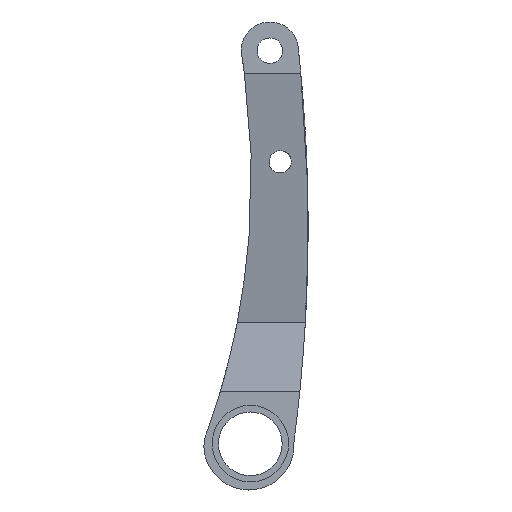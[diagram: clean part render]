
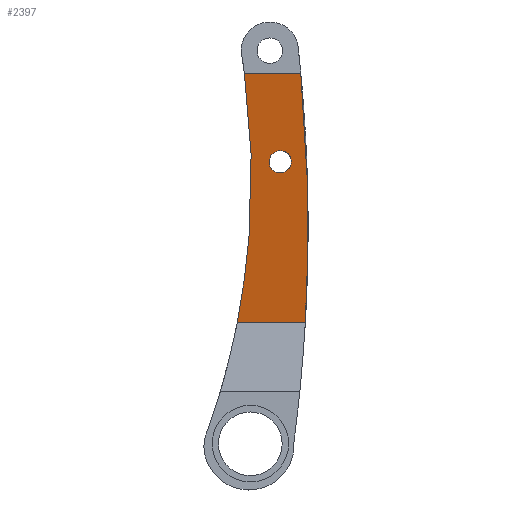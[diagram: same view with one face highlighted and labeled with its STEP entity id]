
A CAD part, front view. The second image highlights one B-rep face of the part: STEP entity #2397.
In plain terms, the highlighted planar face has unit normal (0, -0.983, -0.183).
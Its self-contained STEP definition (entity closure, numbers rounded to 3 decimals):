
#33 = CYLINDRICAL_SURFACE('',#34,238.163);
#34 = AXIS2_PLACEMENT_3D('',#35,#36,#37);
#35 = CARTESIAN_POINT('',(-144.933,117.,96.895));
#36 = DIRECTION('',(0.,1.,0.));
#37 = DIRECTION('',(1.,0.,0.));
#147 = VERTEX_POINT('',#148);
#148 = CARTESIAN_POINT('',(88.795,40.242,
    51.146));
#169 = PLANE('',#170);
#170 = AXIS2_PLACEMENT_3D('',#171,#172,#173);
#171 = CARTESIAN_POINT('',(68.,37.229,29.426));
#172 = DIRECTION('',(0.,-0.991,0.137
    ));
#173 = DIRECTION('',(0.,0.137,0.991)
  );
#181 = EDGE_CURVE('',#182,#147,#184,.T.);
#182 = VERTEX_POINT('',#183);
#183 = CARTESIAN_POINT('',(91.022,25.729,129.247));
#184 = SURFACE_CURVE('',#185,(#190,#203),.PCURVE_S1.);
#185 = ELLIPSE('',#186,242.24,238.163);
#186 = AXIS2_PLACEMENT_3D('',#187,#188,#189);
#187 = CARTESIAN_POINT('',(-144.933,31.741,
    96.895));
#188 = DIRECTION('',(0.,0.983,0.183)
  );
#189 = DIRECTION('',(0.,0.183,-0.983)
  );
#190 = PCURVE('',#33,#191);
#191 = DEFINITIONAL_REPRESENTATION('',(#192),#202);
#192 = B_SPLINE_CURVE_WITH_KNOTS('',8,(#193,#194,#195,#196,#197,#198,
    #199,#200,#201),.UNSPECIFIED.,.F.,.F.,(9,9),(4.548,
    4.939),.PIECEWISE_BEZIER_KNOTS.);
#193 = CARTESIAN_POINT('',(-6.448,-92.523));
#194 = CARTESIAN_POINT('',(-6.399,-90.386));
#195 = CARTESIAN_POINT('',(-6.35,-88.228));
#196 = CARTESIAN_POINT('',(-6.301,-86.059));
#197 = CARTESIAN_POINT('',(-6.252,-83.885));
#198 = CARTESIAN_POINT('',(-6.203,-81.715));
#199 = CARTESIAN_POINT('',(-6.154,-79.557));
#200 = CARTESIAN_POINT('',(-6.105,-77.418));
#201 = CARTESIAN_POINT('',(-6.056,-75.307));
#202 = ( GEOMETRIC_REPRESENTATION_CONTEXT(2) 
PARAMETRIC_REPRESENTATION_CONTEXT() REPRESENTATION_CONTEXT('2D SPACE',''
  ) );
#203 = PCURVE('',#204,#209);
#204 = PLANE('',#205);
#205 = AXIS2_PLACEMENT_3D('',#206,#207,#208);
#206 = CARTESIAN_POINT('',(68.,25.729,129.247));
#207 = DIRECTION('',(0.,0.983,0.183)
  );
#208 = DIRECTION('',(0.,0.183,-0.983)
  );
#209 = DEFINITIONAL_REPRESENTATION('',(#210),#214);
#210 = ELLIPSE('',#211,242.24,238.163);
#211 = AXIS2_PLACEMENT_2D('',#212,#213);
#212 = CARTESIAN_POINT('',(32.906,212.933));
#213 = DIRECTION('',(1.,0.));
#214 = ( GEOMETRIC_REPRESENTATION_CONTEXT(2) 
PARAMETRIC_REPRESENTATION_CONTEXT() REPRESENTATION_CONTEXT('2D SPACE',''
  ) );
#233 = PLANE('',#234);
#234 = AXIS2_PLACEMENT_3D('',#235,#236,#237);
#235 = CARTESIAN_POINT('',(68.,25.729,129.247));
#236 = DIRECTION('',(0.,-1.,0.));
#237 = DIRECTION('',(0.,0.,1.));
#1894 = CYLINDRICAL_SURFACE('',#1895,513.009);
#1895 = AXIS2_PLACEMENT_3D('',#1896,#1897,#1898);
#1896 = CARTESIAN_POINT('',(-402.005,117.,80.896));
#1897 = DIRECTION('',(0.,1.,0.));
#1898 = DIRECTION('',(1.,0.,0.));
#2298 = VERTEX_POINT('',#2299);
#2299 = CARTESIAN_POINT('',(110.141,40.242,
    51.146));
#2327 = EDGE_CURVE('',#147,#2298,#2328,.T.);
#2328 = SURFACE_CURVE('',#2329,(#2333,#2340),.PCURVE_S1.);
#2329 = LINE('',#2330,#2331);
#2330 = CARTESIAN_POINT('',(68.,40.242,51.146));
#2331 = VECTOR('',#2332,1.);
#2332 = DIRECTION('',(1.,0.,0.));
#2333 = PCURVE('',#169,#2334);
#2334 = DEFINITIONAL_REPRESENTATION('',(#2335),#2339);
#2335 = LINE('',#2336,#2337);
#2336 = CARTESIAN_POINT('',(21.928,0.));
#2337 = VECTOR('',#2338,1.);
#2338 = DIRECTION('',(0.,-1.));
#2339 = ( GEOMETRIC_REPRESENTATION_CONTEXT(2) 
PARAMETRIC_REPRESENTATION_CONTEXT() REPRESENTATION_CONTEXT('2D SPACE',''
  ) );
#2340 = PCURVE('',#204,#2341);
#2341 = DEFINITIONAL_REPRESENTATION('',(#2342),#2346);
#2342 = LINE('',#2343,#2344);
#2343 = CARTESIAN_POINT('',(79.438,0.));
#2344 = VECTOR('',#2345,1.);
#2345 = DIRECTION('',(0.,-1.));
#2346 = ( GEOMETRIC_REPRESENTATION_CONTEXT(2) 
PARAMETRIC_REPRESENTATION_CONTEXT() REPRESENTATION_CONTEXT('2D SPACE',''
  ) );
#2397 = ADVANCED_FACE('',(#2398,#2453),#204,.F.);
#2398 = FACE_BOUND('',#2399,.F.);
#2399 = EDGE_LOOP('',(#2400,#2401,#2424,#2452));
#2400 = ORIENTED_EDGE('',*,*,#181,.F.);
#2401 = ORIENTED_EDGE('',*,*,#2402,.T.);
#2402 = EDGE_CURVE('',#182,#2403,#2405,.T.);
#2403 = VERTEX_POINT('',#2404);
#2404 = CARTESIAN_POINT('',(108.721,25.729,129.247));
#2405 = SURFACE_CURVE('',#2406,(#2410,#2417),.PCURVE_S1.);
#2406 = LINE('',#2407,#2408);
#2407 = CARTESIAN_POINT('',(68.,25.729,129.247));
#2408 = VECTOR('',#2409,1.);
#2409 = DIRECTION('',(1.,0.,0.));
#2410 = PCURVE('',#204,#2411);
#2411 = DEFINITIONAL_REPRESENTATION('',(#2412),#2416);
#2412 = LINE('',#2413,#2414);
#2413 = CARTESIAN_POINT('',(0.,0.));
#2414 = VECTOR('',#2415,1.);
#2415 = DIRECTION('',(0.,-1.));
#2416 = ( GEOMETRIC_REPRESENTATION_CONTEXT(2) 
PARAMETRIC_REPRESENTATION_CONTEXT() REPRESENTATION_CONTEXT('2D SPACE',''
  ) );
#2417 = PCURVE('',#233,#2418);
#2418 = DEFINITIONAL_REPRESENTATION('',(#2419),#2423);
#2419 = LINE('',#2420,#2421);
#2420 = CARTESIAN_POINT('',(0.,0.));
#2421 = VECTOR('',#2422,1.);
#2422 = DIRECTION('',(0.,-1.));
#2423 = ( GEOMETRIC_REPRESENTATION_CONTEXT(2) 
PARAMETRIC_REPRESENTATION_CONTEXT() REPRESENTATION_CONTEXT('2D SPACE',''
  ) );
#2424 = ORIENTED_EDGE('',*,*,#2425,.T.);
#2425 = EDGE_CURVE('',#2403,#2298,#2426,.T.);
#2426 = SURFACE_CURVE('',#2427,(#2432,#2439),.PCURVE_S1.);
#2427 = ELLIPSE('',#2428,521.791,513.009);
#2428 = AXIS2_PLACEMENT_3D('',#2429,#2430,#2431);
#2429 = CARTESIAN_POINT('',(-402.005,34.714,
    80.896));
#2430 = DIRECTION('',(0.,0.983,0.183
    ));
#2431 = DIRECTION('',(0.,0.183,-0.983
    ));
#2432 = PCURVE('',#204,#2433);
#2433 = DEFINITIONAL_REPRESENTATION('',(#2434),#2438);
#2434 = ELLIPSE('',#2435,521.791,513.009);
#2435 = AXIS2_PLACEMENT_2D('',#2436,#2437);
#2436 = CARTESIAN_POINT('',(49.179,470.005));
#2437 = DIRECTION('',(1.,0.));
#2438 = ( GEOMETRIC_REPRESENTATION_CONTEXT(2) 
PARAMETRIC_REPRESENTATION_CONTEXT() REPRESENTATION_CONTEXT('2D SPACE',''
  ) );
#2439 = PCURVE('',#1894,#2440);
#2440 = DEFINITIONAL_REPRESENTATION('',(#2441),#2451);
#2441 = B_SPLINE_CURVE_WITH_KNOTS('',8,(#2442,#2443,#2444,#2445,#2446,
    #2447,#2448,#2449,#2450),.UNSPECIFIED.,.F.,.F.,(9,9),(4.603
    ,4.786),.PIECEWISE_BEZIER_KNOTS.);
#2442 = CARTESIAN_POINT('',(-6.393,-92.722));
#2443 = CARTESIAN_POINT('',(-6.37,-90.555));
#2444 = CARTESIAN_POINT('',(-6.347,-88.382));
#2445 = CARTESIAN_POINT('',(-6.324,-86.204));
#2446 = CARTESIAN_POINT('',(-6.301,-84.023));
#2447 = CARTESIAN_POINT('',(-6.279,-81.841));
#2448 = CARTESIAN_POINT('',(-6.256,-79.66));
#2449 = CARTESIAN_POINT('',(-6.233,-77.482));
#2450 = CARTESIAN_POINT('',(-6.21,-75.307));
#2451 = ( GEOMETRIC_REPRESENTATION_CONTEXT(2) 
PARAMETRIC_REPRESENTATION_CONTEXT() REPRESENTATION_CONTEXT('2D SPACE',''
  ) );
#2452 = ORIENTED_EDGE('',*,*,#2327,.F.);
#2453 = FACE_BOUND('',#2454,.F.);
#2454 = EDGE_LOOP('',(#2455));
#2455 = ORIENTED_EDGE('',*,*,#2456,.F.);
#2456 = EDGE_CURVE('',#2457,#2457,#2459,.T.);
#2457 = VERTEX_POINT('',#2458);
#2458 = CARTESIAN_POINT('',(105.775,30.896,
    101.44));
#2459 = SURFACE_CURVE('',#2460,(#2465,#2472),.PCURVE_S1.);
#2460 = ELLIPSE('',#2461,3.56,3.5);
#2461 = AXIS2_PLACEMENT_3D('',#2462,#2463,#2464);
#2462 = CARTESIAN_POINT('',(102.275,30.896,
    101.44));
#2463 = DIRECTION('',(0.,0.983,0.183
    ));
#2464 = DIRECTION('',(0.,0.183,-0.983
    ));
#2465 = PCURVE('',#204,#2466);
#2466 = DEFINITIONAL_REPRESENTATION('',(#2467),#2471);
#2467 = ELLIPSE('',#2468,3.56,3.5);
#2468 = AXIS2_PLACEMENT_2D('',#2469,#2470);
#2469 = CARTESIAN_POINT('',(28.283,-34.275));
#2470 = DIRECTION('',(1.,0.));
#2471 = ( GEOMETRIC_REPRESENTATION_CONTEXT(2) 
PARAMETRIC_REPRESENTATION_CONTEXT() REPRESENTATION_CONTEXT('2D SPACE',''
  ) );
#2472 = PCURVE('',#2473,#2478);
#2473 = CYLINDRICAL_SURFACE('',#2474,3.5);
#2474 = AXIS2_PLACEMENT_3D('',#2475,#2476,#2477);
#2475 = CARTESIAN_POINT('',(102.275,150.,101.44));
#2476 = DIRECTION('',(0.,1.,0.));
#2477 = DIRECTION('',(1.,0.,0.));
#2478 = DEFINITIONAL_REPRESENTATION('',(#2479),#2496);
#2479 = B_SPLINE_CURVE_WITH_KNOTS('',8,(#2480,#2481,#2482,#2483,#2484,
    #2485,#2486,#2487,#2488,#2489,#2490,#2491,#2492,#2493,#2494,#2495),
  .UNSPECIFIED.,.F.,.F.,(9,7,9),(4.712,7.854,
    10.996),.UNSPECIFIED.);
#2480 = CARTESIAN_POINT('',(-6.283,-119.104));
#2481 = CARTESIAN_POINT('',(-5.89,-118.848));
#2482 = CARTESIAN_POINT('',(-5.498,-118.593));
#2483 = CARTESIAN_POINT('',(-5.105,-118.398));
#2484 = CARTESIAN_POINT('',(-4.712,-118.322));
#2485 = CARTESIAN_POINT('',(-4.32,-118.398));
#2486 = CARTESIAN_POINT('',(-3.927,-118.593));
#2487 = CARTESIAN_POINT('',(-3.534,-118.848));
#2488 = CARTESIAN_POINT('',(-2.749,-119.359));
#2489 = CARTESIAN_POINT('',(-2.356,-119.615));
#2490 = CARTESIAN_POINT('',(-1.963,-119.81));
#2491 = CARTESIAN_POINT('',(-1.571,-119.885));
#2492 = CARTESIAN_POINT('',(-1.178,-119.81));
#2493 = CARTESIAN_POINT('',(-0.785,-119.615));
#2494 = CARTESIAN_POINT('',(-0.393,-119.359));
#2495 = CARTESIAN_POINT('',(0.,-119.104));
#2496 = ( GEOMETRIC_REPRESENTATION_CONTEXT(2) 
PARAMETRIC_REPRESENTATION_CONTEXT() REPRESENTATION_CONTEXT('2D SPACE',''
  ) );
